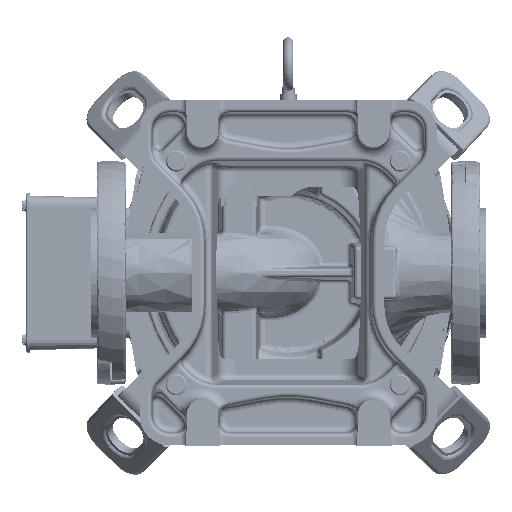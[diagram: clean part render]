
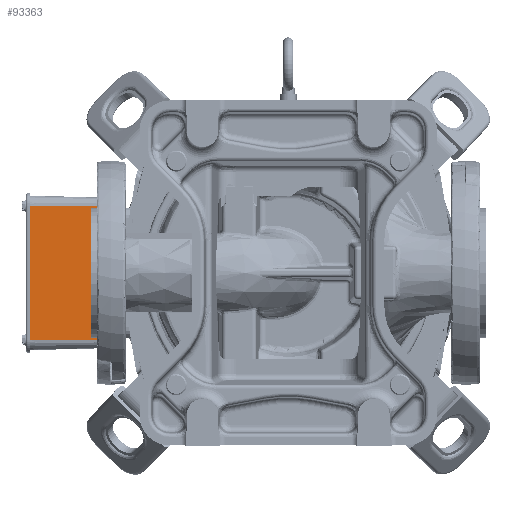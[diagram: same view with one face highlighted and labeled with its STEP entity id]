
A CAD part, front view. The second image highlights one B-rep face of the part: STEP entity #93363.
In plain terms, the highlighted planar face has unit normal (0.026, -1, 0).
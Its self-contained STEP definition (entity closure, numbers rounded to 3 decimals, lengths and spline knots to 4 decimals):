
#6206=(
BOUNDED_CURVE()
B_SPLINE_CURVE(2,(#321673,#321674,#321675),.UNSPECIFIED.,.F.,.F.)
B_SPLINE_CURVE_WITH_KNOTS((3,3),(15.943,23.4848),
 .UNSPECIFIED.)
CURVE()
GEOMETRIC_REPRESENTATION_ITEM()
RATIONAL_B_SPLINE_CURVE((7.782,8.562,8.562))
REPRESENTATION_ITEM('')
);
#6207=(
BOUNDED_CURVE()
B_SPLINE_CURVE(2,(#321678,#321679,#321680,#321681),.UNSPECIFIED.,.F.,.F.)
B_SPLINE_CURVE_WITH_KNOTS((3,1,3),(23.4848,24.0956,31.0266),
 .UNSPECIFIED.)
CURVE()
GEOMETRIC_REPRESENTATION_ITEM()
RATIONAL_B_SPLINE_CURVE((8.562,8.562,8.498,
7.782))
REPRESENTATION_ITEM('')
);
#9874=PLANE('',#102373);
#19079=FACE_OUTER_BOUND('',#24278,.T.);
#24278=EDGE_LOOP('',(#84453,#84454,#84455,#84456,#84457,#84458));
#32544=LINE('',#321558,#37344);
#32556=LINE('',#321652,#37356);
#32557=LINE('',#321671,#37357);
#32558=LINE('',#321677,#37358);
#37344=VECTOR('',#123923,39.3701);
#37356=VECTOR('',#123959,39.3701);
#37357=VECTOR('',#123962,39.3701);
#37358=VECTOR('',#123963,39.3701);
#46288=VERTEX_POINT('',#321555);
#46289=VERTEX_POINT('',#321557);
#46306=VERTEX_POINT('',#321651);
#46307=VERTEX_POINT('',#321670);
#46308=VERTEX_POINT('',#321672);
#46309=VERTEX_POINT('',#321676);
#60176=EDGE_CURVE('',#46289,#46288,#32544,.T.);
#60200=EDGE_CURVE('',#46306,#46288,#32556,.T.);
#60202=EDGE_CURVE('',#46307,#46289,#32557,.T.);
#60203=EDGE_CURVE('',#46306,#46308,#6206,.T.);
#60204=EDGE_CURVE('',#46308,#46309,#32558,.T.);
#60205=EDGE_CURVE('',#46309,#46307,#6207,.T.);
#84453=ORIENTED_EDGE('',*,*,#60202,.T.);
#84454=ORIENTED_EDGE('',*,*,#60176,.T.);
#84455=ORIENTED_EDGE('',*,*,#60200,.F.);
#84456=ORIENTED_EDGE('',*,*,#60203,.T.);
#84457=ORIENTED_EDGE('',*,*,#60204,.T.);
#84458=ORIENTED_EDGE('',*,*,#60205,.T.);
#93363=ADVANCED_FACE('',(#19079),#9874,.T.);
#102373=AXIS2_PLACEMENT_3D('',#321669,#123960,#123961);
#123923=DIRECTION('',(0.,0.,-1.));
#123959=DIRECTION('',(-1.,-0.026,0.));
#123960=DIRECTION('center_axis',(0.026,-1.,
0.));
#123961=DIRECTION('ref_axis',(1.,0.026,0.));
#123962=DIRECTION('',(-1.,-0.026,0.));
#123963=DIRECTION('',(0.,0.,1.));
#321555=CARTESIAN_POINT('',(-7.7156,37.402,-2.));
#321557=CARTESIAN_POINT('',(-7.7156,37.402,2.));
#321558=CARTESIAN_POINT('',(-7.7156,37.402,2.));
#321651=CARTESIAN_POINT('',(-5.527,37.4593,-2.));
#321652=CARTESIAN_POINT('',(-7.7472,37.4011,-2.));
#321669=CARTESIAN_POINT('Origin',(-7.7472,37.4011,2.));
#321670=CARTESIAN_POINT('',(-5.527,37.4593,2.));
#321671=CARTESIAN_POINT('',(-7.7472,37.4011,2.));
#321672=CARTESIAN_POINT('',(-5.4971,37.4601,-1.63));
#321673=CARTESIAN_POINT('Ctrl Pts',(-5.527,37.4593,
-2.));
#321674=CARTESIAN_POINT('Ctrl Pts',(-5.4971,37.4601,
-1.7981));
#321675=CARTESIAN_POINT('Ctrl Pts',(-5.4971,37.4601,
-1.63));
#321676=CARTESIAN_POINT('',(-5.4971,37.4601,1.63));
#321677=CARTESIAN_POINT('',(-5.4971,37.4601,2.));
#321678=CARTESIAN_POINT('Ctrl Pts',(-5.4971,37.4601,
1.63));
#321679=CARTESIAN_POINT('Ctrl Pts',(-5.4971,37.4601,
1.6436));
#321680=CARTESIAN_POINT('Ctrl Pts',(-5.4993,37.46,
1.8131));
#321681=CARTESIAN_POINT('Ctrl Pts',(-5.527,37.4593,
2.));
